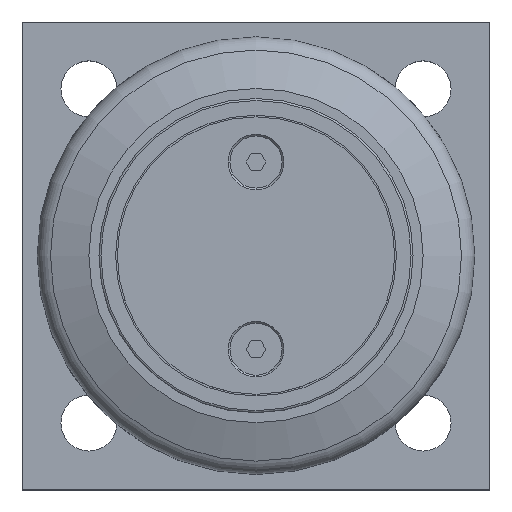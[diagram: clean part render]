
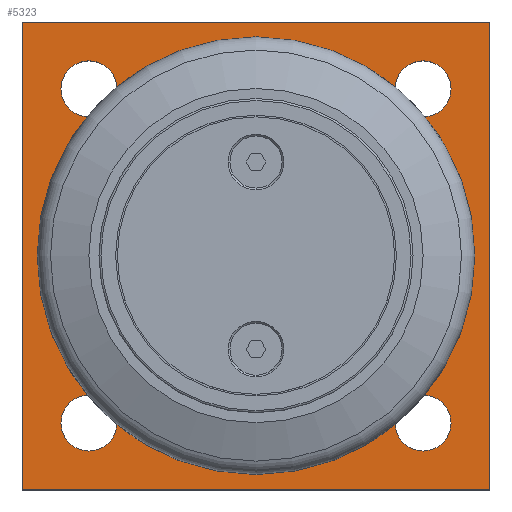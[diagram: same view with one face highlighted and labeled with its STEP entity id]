
A CAD part, top view. The second image highlights one B-rep face of the part: STEP entity #5323.
In plain terms, the highlighted planar face has unit normal (0, 0, 1).
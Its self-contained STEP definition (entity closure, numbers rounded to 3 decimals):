
#39=FACE_BOUND('',#556,.T.);
#40=FACE_BOUND('',#557,.T.);
#41=FACE_BOUND('',#558,.T.);
#42=FACE_BOUND('',#559,.T.);
#43=FACE_BOUND('',#560,.T.);
#68=PLANE('',#5653);
#258=FACE_OUTER_BOUND('',#555,.T.);
#555=EDGE_LOOP('',(#3446,#3447,#3448,#3449));
#556=EDGE_LOOP('',(#3450));
#557=EDGE_LOOP('',(#3451,#3452));
#558=EDGE_LOOP('',(#3453,#3454));
#559=EDGE_LOOP('',(#3455,#3456));
#560=EDGE_LOOP('',(#3457,#3458));
#892=CIRCLE('',#5654,20.5);
#893=CIRCLE('',#5655,4.188);
#894=CIRCLE('',#5656,4.188);
#895=CIRCLE('',#5657,4.188);
#896=CIRCLE('',#5658,4.188);
#897=CIRCLE('',#5659,4.188);
#898=CIRCLE('',#5660,4.188);
#899=CIRCLE('',#5661,4.188);
#900=CIRCLE('',#5662,4.188);
#1547=LINE('',#8781,#1777);
#1548=LINE('',#8783,#1778);
#1549=LINE('',#8785,#1779);
#1550=LINE('',#8786,#1780);
#1777=VECTOR('',#6636,10.);
#1778=VECTOR('',#6637,10.);
#1779=VECTOR('',#6638,10.);
#1780=VECTOR('',#6639,10.);
#2019=VERTEX_POINT('',#8779);
#2020=VERTEX_POINT('',#8780);
#2021=VERTEX_POINT('',#8782);
#2022=VERTEX_POINT('',#8784);
#2023=VERTEX_POINT('',#8787);
#2024=VERTEX_POINT('',#8789);
#2025=VERTEX_POINT('',#8790);
#2026=VERTEX_POINT('',#8793);
#2027=VERTEX_POINT('',#8794);
#2028=VERTEX_POINT('',#8797);
#2029=VERTEX_POINT('',#8798);
#2030=VERTEX_POINT('',#8801);
#2031=VERTEX_POINT('',#8802);
#2535=EDGE_CURVE('',#2019,#2020,#1547,.T.);
#2536=EDGE_CURVE('',#2021,#2019,#1548,.T.);
#2537=EDGE_CURVE('',#2022,#2021,#1549,.T.);
#2538=EDGE_CURVE('',#2020,#2022,#1550,.T.);
#2539=EDGE_CURVE('',#2023,#2023,#892,.T.);
#2540=EDGE_CURVE('',#2024,#2025,#893,.T.);
#2541=EDGE_CURVE('',#2025,#2024,#894,.T.);
#2542=EDGE_CURVE('',#2026,#2027,#895,.T.);
#2543=EDGE_CURVE('',#2027,#2026,#896,.T.);
#2544=EDGE_CURVE('',#2028,#2029,#897,.T.);
#2545=EDGE_CURVE('',#2029,#2028,#898,.T.);
#2546=EDGE_CURVE('',#2030,#2031,#899,.T.);
#2547=EDGE_CURVE('',#2031,#2030,#900,.T.);
#3446=ORIENTED_EDGE('',*,*,#2535,.F.);
#3447=ORIENTED_EDGE('',*,*,#2536,.F.);
#3448=ORIENTED_EDGE('',*,*,#2537,.F.);
#3449=ORIENTED_EDGE('',*,*,#2538,.F.);
#3450=ORIENTED_EDGE('',*,*,#2539,.T.);
#3451=ORIENTED_EDGE('',*,*,#2540,.T.);
#3452=ORIENTED_EDGE('',*,*,#2541,.T.);
#3453=ORIENTED_EDGE('',*,*,#2542,.T.);
#3454=ORIENTED_EDGE('',*,*,#2543,.T.);
#3455=ORIENTED_EDGE('',*,*,#2544,.T.);
#3456=ORIENTED_EDGE('',*,*,#2545,.T.);
#3457=ORIENTED_EDGE('',*,*,#2546,.T.);
#3458=ORIENTED_EDGE('',*,*,#2547,.T.);
#5323=ADVANCED_FACE('',(#258,#39,#40,#41,#42,#43),#68,.T.);
#5653=AXIS2_PLACEMENT_3D('',#8778,#6634,#6635);
#5654=AXIS2_PLACEMENT_3D('',#8788,#6640,#6641);
#5655=AXIS2_PLACEMENT_3D('',#8791,#6642,#6643);
#5656=AXIS2_PLACEMENT_3D('',#8792,#6644,#6645);
#5657=AXIS2_PLACEMENT_3D('',#8795,#6646,#6647);
#5658=AXIS2_PLACEMENT_3D('',#8796,#6648,#6649);
#5659=AXIS2_PLACEMENT_3D('',#8799,#6650,#6651);
#5660=AXIS2_PLACEMENT_3D('',#8800,#6652,#6653);
#5661=AXIS2_PLACEMENT_3D('',#8803,#6654,#6655);
#5662=AXIS2_PLACEMENT_3D('',#8804,#6656,#6657);
#6634=DIRECTION('center_axis',(0.,0.,1.));
#6635=DIRECTION('ref_axis',(1.,0.,0.));
#6636=DIRECTION('',(0.,1.,0.));
#6637=DIRECTION('',(-1.,0.,0.));
#6638=DIRECTION('',(0.,-1.,0.));
#6639=DIRECTION('',(1.,0.,0.));
#6640=DIRECTION('center_axis',(0.,0.,-1.));
#6641=DIRECTION('ref_axis',(0.,1.,0.));
#6642=DIRECTION('center_axis',(0.,0.,-1.));
#6643=DIRECTION('ref_axis',(1.,0.,0.));
#6644=DIRECTION('center_axis',(0.,0.,-1.));
#6645=DIRECTION('ref_axis',(1.,0.,0.));
#6646=DIRECTION('center_axis',(0.,0.,-1.));
#6647=DIRECTION('ref_axis',(1.,0.,0.));
#6648=DIRECTION('center_axis',(0.,0.,-1.));
#6649=DIRECTION('ref_axis',(1.,0.,0.));
#6650=DIRECTION('center_axis',(0.,0.,-1.));
#6651=DIRECTION('ref_axis',(1.,0.,0.));
#6652=DIRECTION('center_axis',(0.,0.,-1.));
#6653=DIRECTION('ref_axis',(1.,0.,0.));
#6654=DIRECTION('center_axis',(0.,0.,-1.));
#6655=DIRECTION('ref_axis',(1.,0.,0.));
#6656=DIRECTION('center_axis',(0.,0.,-1.));
#6657=DIRECTION('ref_axis',(1.,0.,0.));
#8778=CARTESIAN_POINT('Origin',(35.,35.,12.));
#8779=CARTESIAN_POINT('',(0.,0.,12.));
#8780=CARTESIAN_POINT('',(0.,70.,12.));
#8781=CARTESIAN_POINT('',(0.,70.,12.));
#8782=CARTESIAN_POINT('',(70.,0.,12.));
#8783=CARTESIAN_POINT('',(0.,0.,12.));
#8784=CARTESIAN_POINT('',(70.,70.,12.));
#8785=CARTESIAN_POINT('',(70.,0.,12.));
#8786=CARTESIAN_POINT('',(70.,70.,12.));
#8787=CARTESIAN_POINT('',(35.,14.5,12.));
#8788=CARTESIAN_POINT('Origin',(35.,35.,12.));
#8789=CARTESIAN_POINT('',(14.188,10.,12.));
#8790=CARTESIAN_POINT('',(5.812,10.,12.));
#8791=CARTESIAN_POINT('Origin',(10.,10.,12.));
#8792=CARTESIAN_POINT('Origin',(10.,10.,12.));
#8793=CARTESIAN_POINT('',(64.188,10.,12.));
#8794=CARTESIAN_POINT('',(55.812,10.,12.));
#8795=CARTESIAN_POINT('Origin',(60.,10.,12.));
#8796=CARTESIAN_POINT('Origin',(60.,10.,12.));
#8797=CARTESIAN_POINT('',(64.188,60.,12.));
#8798=CARTESIAN_POINT('',(55.812,60.,12.));
#8799=CARTESIAN_POINT('Origin',(60.,60.,12.));
#8800=CARTESIAN_POINT('Origin',(60.,60.,12.));
#8801=CARTESIAN_POINT('',(14.188,60.,12.));
#8802=CARTESIAN_POINT('',(5.812,60.,12.));
#8803=CARTESIAN_POINT('Origin',(10.,60.,12.));
#8804=CARTESIAN_POINT('Origin',(10.,60.,12.));
